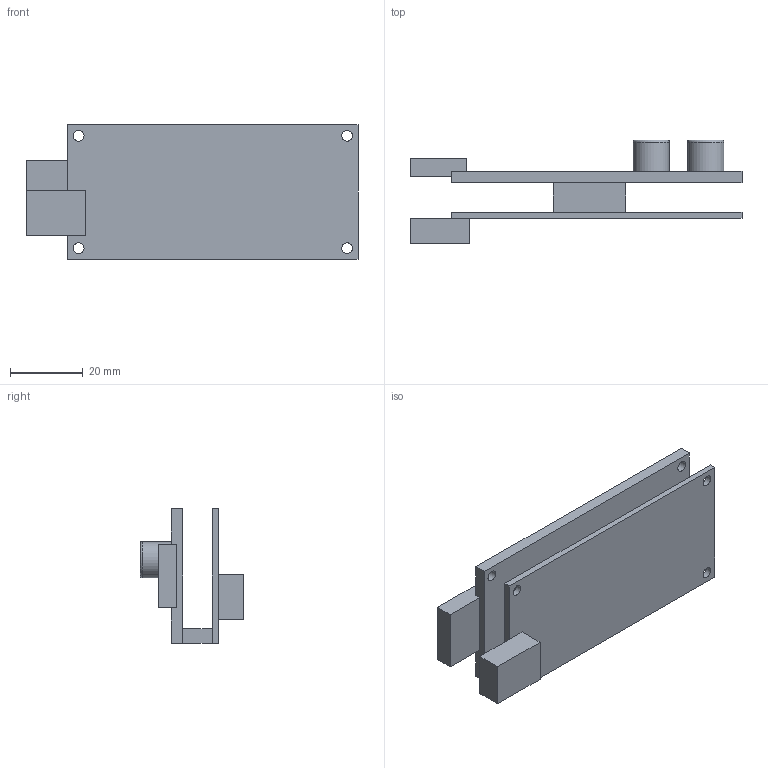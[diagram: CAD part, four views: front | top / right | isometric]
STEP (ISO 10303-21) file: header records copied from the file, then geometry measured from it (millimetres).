
FILE_DESCRIPTION(/* description */ (''),/* implementation_level */ '2;1');
FILE_NAME(/* name */ 'sidscans.step',/* time_stamp */ '2021-07-08T08:33:13+02:00',/* author */ (''),/* organization */ (''),/* preprocessor_version */ 'ST-DEVELOPER v18.1',/* originating_system */ 'Autodesk Translation Framework v10.9.0.1377',/* authorisation */ '');
FILE_SCHEMA (('AUTOMOTIVE_DESIGN { 1 0 10303 214 3 1 1 }'));
Length unit declared in the file: millimetre
Products named in the file (1): sidscans
Bounding box: 91.5 x 28.5 x 37 mm (x, y, z)
Volume: 19047.5 mm3; surface area: 15171.9 mm2
Topology: 1 solids, 1 shells, 40 faces, 106 edges, 70 vertices
Faces by surface type: plane 28, cylinder 10, torus 2
Full cylindrical faces by diameter (mm): 3 x8, 10 x2
Entity records: 1305 total; most frequent: CARTESIAN_POINT 217, DIRECTION 214, ORIENTED_EDGE 212, EDGE_CURVE 106, LINE 80, VECTOR 80, VERTEX_POINT 70, AXIS2_PLACEMENT_3D 67
